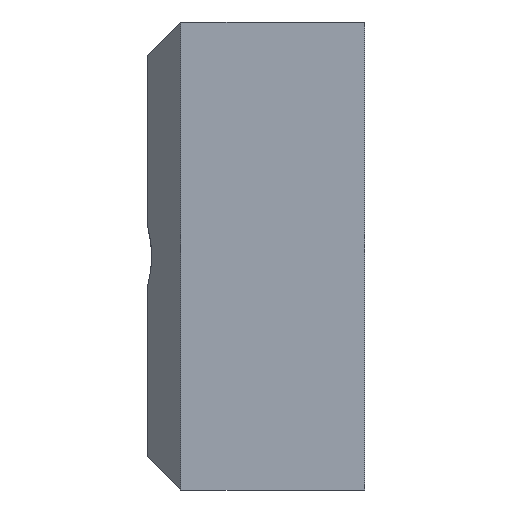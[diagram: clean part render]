
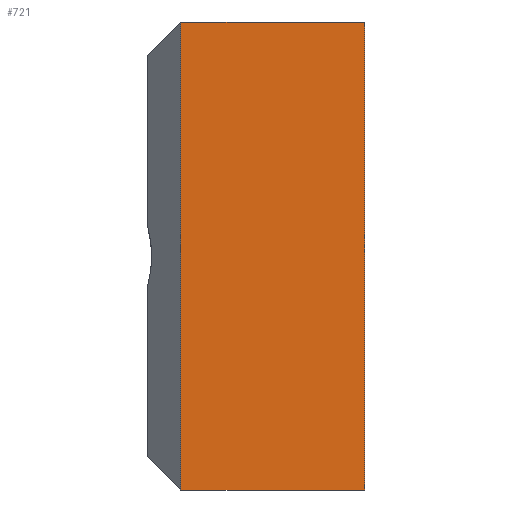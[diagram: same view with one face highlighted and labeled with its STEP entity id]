
A CAD part, left-side view. The second image highlights one B-rep face of the part: STEP entity #721.
In plain terms, the highlighted planar face has unit normal (-1, 0, 0).
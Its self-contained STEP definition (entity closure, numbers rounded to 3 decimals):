
#55=PLANE('',#793);
#93=FACE_OUTER_BOUND('',#141,.T.);
#141=EDGE_LOOP('',(#671,#672,#673,#674));
#162=LINE('',#1064,#236);
#173=LINE('',#1088,#247);
#210=LINE('',#1186,#284);
#214=LINE('',#1193,#288);
#236=VECTOR('',#844,10.);
#247=VECTOR('',#869,10.);
#284=VECTOR('',#968,10.);
#288=VECTOR('',#976,10.);
#340=VERTEX_POINT('',#1061);
#341=VERTEX_POINT('',#1063);
#347=VERTEX_POINT('',#1087);
#377=VERTEX_POINT('',#1185);
#411=EDGE_CURVE('',#340,#341,#162,.T.);
#423=EDGE_CURVE('',#341,#347,#173,.T.);
#472=EDGE_CURVE('',#347,#377,#210,.T.);
#476=EDGE_CURVE('',#340,#377,#214,.T.);
#671=ORIENTED_EDGE('',*,*,#411,.F.);
#672=ORIENTED_EDGE('',*,*,#476,.T.);
#673=ORIENTED_EDGE('',*,*,#472,.F.);
#674=ORIENTED_EDGE('',*,*,#423,.F.);
#721=ADVANCED_FACE('',(#93),#55,.T.);
#793=AXIS2_PLACEMENT_3D('',#1198,#983,#984);
#844=DIRECTION('',(0.,0.,1.));
#869=DIRECTION('',(0.,-1.,0.));
#968=DIRECTION('',(0.,0.,-1.));
#976=DIRECTION('',(0.,-1.,0.));
#983=DIRECTION('center_axis',(-1.,0.,0.));
#984=DIRECTION('ref_axis',(0.,0.,1.));
#1061=CARTESIAN_POINT('',(-10.,6.,-10.5));
#1063=CARTESIAN_POINT('',(-10.,6.,17.5));
#1064=CARTESIAN_POINT('',(-10.,6.,-0.5));
#1087=CARTESIAN_POINT('',(-10.,-5.,17.5));
#1088=CARTESIAN_POINT('',(-10.,0.,17.5));
#1185=CARTESIAN_POINT('',(-10.,-5.,-10.5));
#1186=CARTESIAN_POINT('',(-10.,-5.,-10.5));
#1193=CARTESIAN_POINT('',(-10.,0.,-10.5));
#1198=CARTESIAN_POINT('Origin',(-10.,0.,-4.5));
